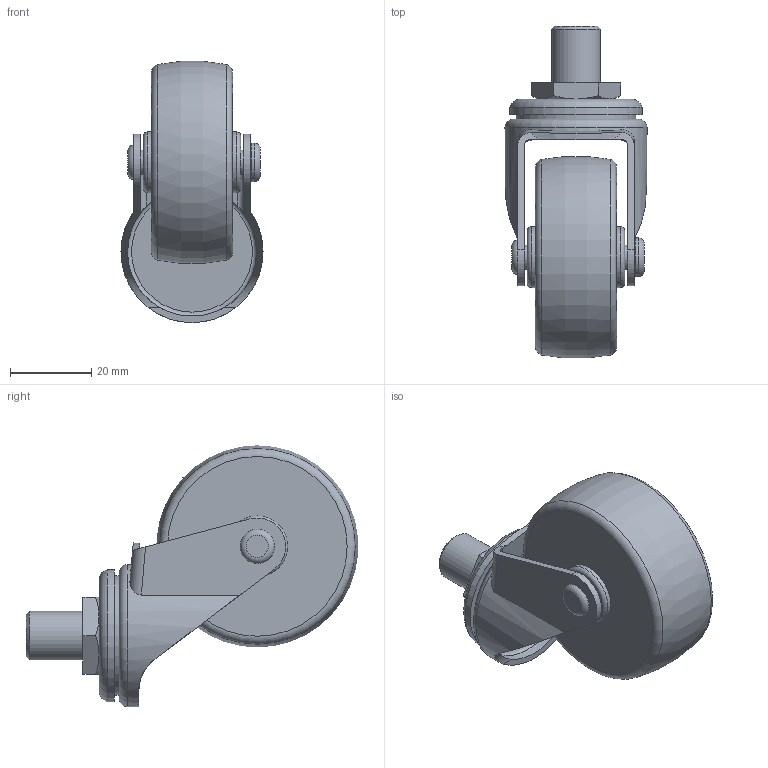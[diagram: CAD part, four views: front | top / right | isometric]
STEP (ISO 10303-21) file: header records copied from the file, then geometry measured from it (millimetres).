
FILE_DESCRIPTION(/* description */ ('STEP AP214'),/* implementation_level */ '2;1');
FILE_NAME(/* name */ 'CLTUN50-R',/* time_stamp */ '2024-06-18T03:28:53+02:00',/* author */ ('License CC BY-ND 4.0'),/* organization */ ('CADENAS'),/* preprocessor_version */ 'ST-DEVELOPER v19.3',/* originating_system */ 'PARTsolutions',/* authorisation */ ' ');
FILE_SCHEMA (('AUTOMOTIVE_DESIGN {1 0 10303 214 3 1 1}'));
Length unit declared in the file: millimetre
Products named in the file (4): CLTUN50-R; CLTUN50-R_b; CLTUN50-R_m; CLTUN50-R_w
Assembly tree (3 placements, depth 2):
  CLTUN50-R
    CLTUN50-R_b
    CLTUN50-R_m
    CLTUN50-R_w
Bounding box: 35 x 81.81 x 64.4 mm (x, y, z)
Volume: 50187.4 mm3; surface area: 16064.1 mm2
Topology: 3 solids, 3 shells, 71 faces, 152 edges, 96 vertices
Faces by surface type: plane 32, cylinder 21, torus 11, cone 7
Full cylindrical faces by diameter (mm): 6 x4, 9.5 x1, 12 x1, 15 x2, 29.45 x1, 31.8 x1, 32.6 x1, 35 x1
Entity records: 2056 total; most frequent: CARTESIAN_POINT 373, DIRECTION 316, ORIENTED_EDGE 248, AXIS2_PLACEMENT_3D 137, EDGE_CURVE 124, EDGE_LOOP 108, FACE_BOUND 108, VERTEX_POINT 92
